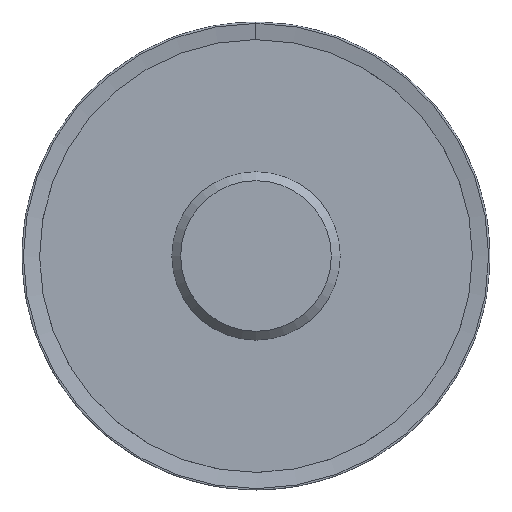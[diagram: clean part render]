
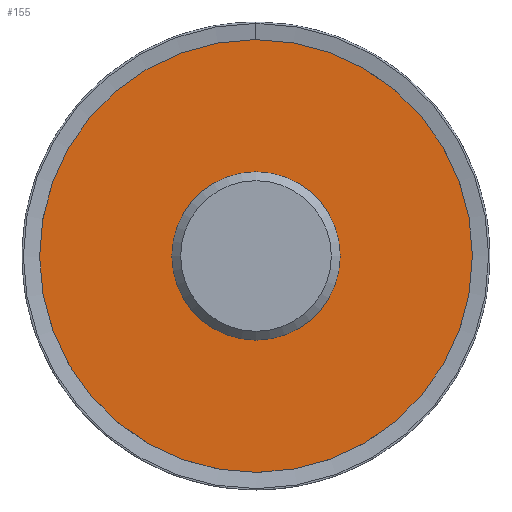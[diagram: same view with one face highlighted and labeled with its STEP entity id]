
A CAD part, left-side view. The second image highlights one B-rep face of the part: STEP entity #155.
In plain terms, the highlighted planar face has unit normal (-1, 0, 0).
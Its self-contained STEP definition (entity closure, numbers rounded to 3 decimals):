
#145=PLANE('',#591);
#155=ADVANCED_FACE('',(#198,#199),#145,.F.);
#198=FACE_BOUND('',#216,.T.);
#199=FACE_BOUND('',#217,.T.);
#216=EDGE_LOOP('',(#264));
#217=EDGE_LOOP('',(#265));
#264=ORIENTED_EDGE('',*,*,#457,.F.);
#265=ORIENTED_EDGE('',*,*,#456,.T.);
#410=VERTEX_POINT('',#811);
#411=VERTEX_POINT('',#814);
#456=EDGE_CURVE('',#410,#410,#530,.T.);
#457=EDGE_CURVE('',#411,#411,#531,.T.);
#530=CIRCLE('',#588,75.4);
#531=CIRCLE('',#590,28.75);
#588=AXIS2_PLACEMENT_3D('',#810,#660,#661);
#590=AXIS2_PLACEMENT_3D('',#813,#664,#665);
#591=AXIS2_PLACEMENT_3D('',#815,#666,#667);
#660=DIRECTION('',(-1.,0.,0.));
#661=DIRECTION('',(0.,0.,1.));
#664=DIRECTION('',(-1.,0.,0.));
#665=DIRECTION('',(0.,0.,1.));
#666=DIRECTION('',(1.,0.,0.));
#667=DIRECTION('',(0.,0.,-1.));
#810=CARTESIAN_POINT('',(1.,0.,0.));
#811=CARTESIAN_POINT('',(1.,0.,75.4));
#813=CARTESIAN_POINT('',(1.,0.,0.));
#814=CARTESIAN_POINT('',(1.,0.,28.75));
#815=CARTESIAN_POINT('',(1.,28.75,0.));
